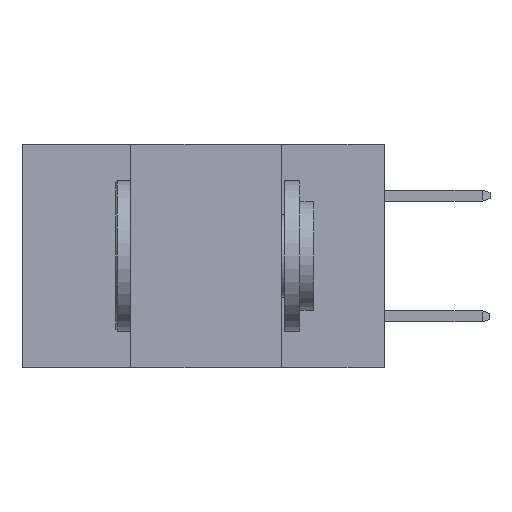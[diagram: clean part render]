
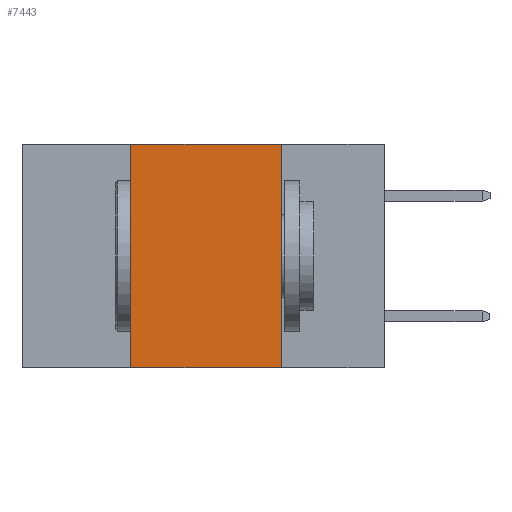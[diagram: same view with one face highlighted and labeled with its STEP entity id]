
A CAD part, left-side view. The second image highlights one B-rep face of the part: STEP entity #7443.
In plain terms, the highlighted planar face has unit normal (-1, 0, 0).
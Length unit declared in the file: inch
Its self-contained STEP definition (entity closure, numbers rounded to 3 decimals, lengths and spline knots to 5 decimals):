
#46 = DIRECTION ( 'NONE',  ( 0., 0., -1. ) ) ;
#235 = EDGE_CURVE ( 'NONE', #6273, #5242, #1240, .T. ) ;
#319 = EDGE_LOOP ( 'NONE', ( #843, #9553, #3586, #9727 ) ) ;
#417 = VECTOR ( 'NONE', #4254, 39.37008 ) ;
#475 = DIRECTION ( 'NONE',  ( 0., -1., 0. ) ) ;
#632 = VECTOR ( 'NONE', #3035, 39.37008 ) ;
#730 = CARTESIAN_POINT ( 'NONE',  ( 0., 0.42, -0.37 ) ) ;
#843 = ORIENTED_EDGE ( 'NONE', *, *, #2653, .F. ) ;
#883 = LINE ( 'NONE', #7396, #3059 ) ;
#921 = LINE ( 'NONE', #3408, #417 ) ;
#1240 = LINE ( 'NONE', #4709, #9361 ) ;
#1699 = AXIS2_PLACEMENT_3D ( 'NONE', #9509, #4920, #46 ) ;
#2648 = CARTESIAN_POINT ( 'NONE',  ( 0., 0.17, -0.37 ) ) ;
#2653 = EDGE_CURVE ( 'NONE', #5242, #6656, #921, .T. ) ;
#3035 = DIRECTION ( 'NONE',  ( 0., -1., 0. ) ) ;
#3059 = VECTOR ( 'NONE', #3493, 39.37008 ) ;
#3235 = CARTESIAN_POINT ( 'NONE',  ( 0., 0.17, 0. ) ) ;
#3408 = CARTESIAN_POINT ( 'NONE',  ( 0., 0.17, 0. ) ) ;
#3493 = DIRECTION ( 'NONE',  ( 0., 0., 1. ) ) ;
#3586 = ORIENTED_EDGE ( 'NONE', *, *, #10121, .F. ) ;
#3986 = PLANE ( 'NONE',  #1699 ) ;
#4254 = DIRECTION ( 'NONE',  ( 0., 0., -1. ) ) ;
#4709 = CARTESIAN_POINT ( 'NONE',  ( 0., 0.6, 0. ) ) ;
#4920 = DIRECTION ( 'NONE',  ( 1., 0., 0. ) ) ;
#5242 = VERTEX_POINT ( 'NONE', #3235 ) ;
#6273 = VERTEX_POINT ( 'NONE', #8431 ) ;
#6656 = VERTEX_POINT ( 'NONE', #2648 ) ;
#6996 = VERTEX_POINT ( 'NONE', #730 ) ;
#7031 = LINE ( 'NONE', #8499, #632 ) ;
#7396 = CARTESIAN_POINT ( 'NONE',  ( 0., 0.42, 0. ) ) ;
#7443 = ADVANCED_FACE ( 'NONE', ( #7634 ), #3986, .F. ) ;
#7634 = FACE_OUTER_BOUND ( 'NONE', #319, .T. ) ;
#8431 = CARTESIAN_POINT ( 'NONE',  ( 0., 0.42, 0. ) ) ;
#8499 = CARTESIAN_POINT ( 'NONE',  ( 0., 0.6, -0.37 ) ) ;
#9116 = EDGE_CURVE ( 'NONE', #6996, #6656, #7031, .T. ) ;
#9361 = VECTOR ( 'NONE', #475, 39.37008 ) ;
#9509 = CARTESIAN_POINT ( 'NONE',  ( 0., 0.6, 0. ) ) ;
#9553 = ORIENTED_EDGE ( 'NONE', *, *, #235, .F. ) ;
#9727 = ORIENTED_EDGE ( 'NONE', *, *, #9116, .T. ) ;
#10121 = EDGE_CURVE ( 'NONE', #6996, #6273, #883, .T. ) ;
